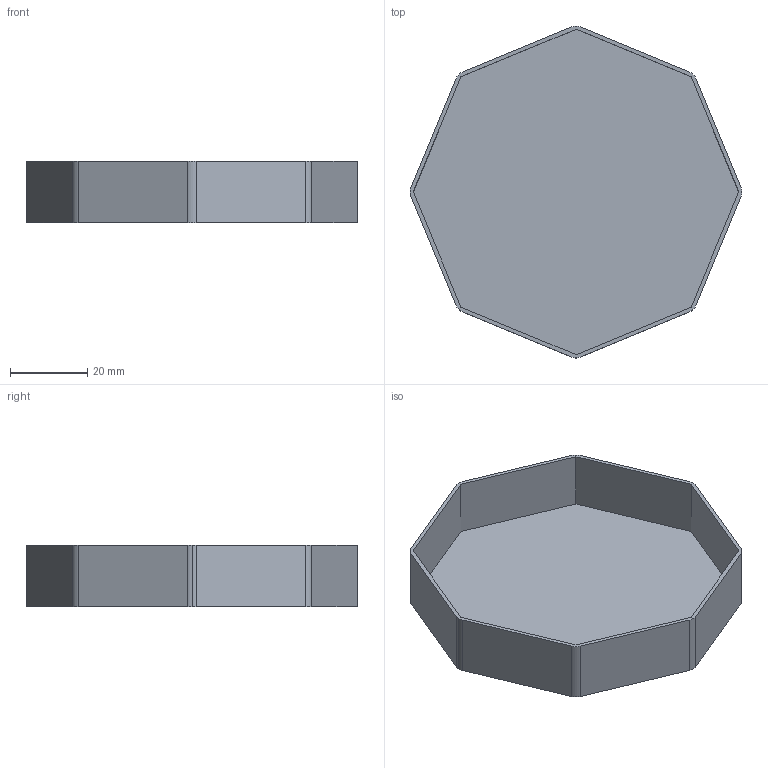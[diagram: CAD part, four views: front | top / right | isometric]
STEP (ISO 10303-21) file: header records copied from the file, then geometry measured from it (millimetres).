
FILE_DESCRIPTION (( 'STEP AP214' ), '1' );
FILE_NAME ('Base.STEP', '2023-11-03T11:15:21', ( '' ), ( '' ), 'SwSTEP 2.0', 'SolidWorks 2020', '' );
FILE_SCHEMA (( 'AUTOMOTIVE_DESIGN' ));
Length unit declared in the file: millimetre
Products named in the file (1): Base
Bounding box: 86.09 x 86.08 x 16 mm (x, y, z)
Volume: 9203.9 mm3; surface area: 18702.8 mm2
Topology: 1 solids, 1 shells, 28 faces, 75 edges, 50 vertices
Faces by surface type: plane 19, cylinder 9
Entity records: 911 total; most frequent: CARTESIAN_POINT 154, DIRECTION 151, ORIENTED_EDGE 150, EDGE_CURVE 75, LINE 57, VECTOR 57, VERTEX_POINT 50, AXIS2_PLACEMENT_3D 47
